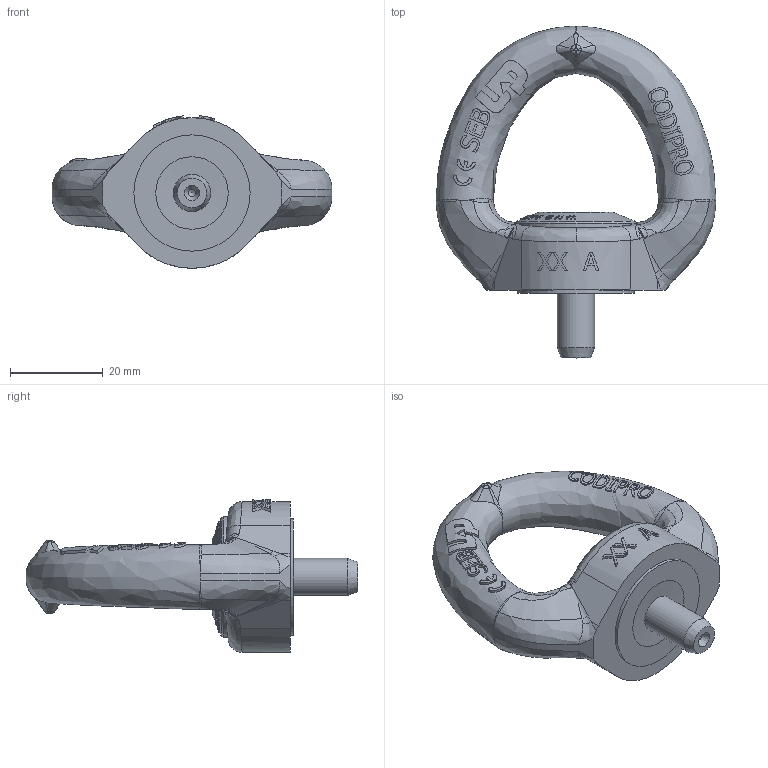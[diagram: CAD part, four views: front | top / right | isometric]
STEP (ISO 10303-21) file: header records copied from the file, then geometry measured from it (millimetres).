
FILE_DESCRIPTION(/* description */ (''),/* implementation_level */ '2;1');
FILE_NAME(/* name */ 'SEB M8 UP.stp',/* time_stamp */ '2017-09-21T15:54:12+02:00',/* author */ ('rklenes'),/* organization */ (''),/* preprocessor_version */ 'ST-DEVELOPER v16.5',/* originating_system */ 'Autodesk Inventor 2017',/* authorisation */ '');
FILE_SCHEMA (('AUTOMOTIVE_DESIGN { 1 0 10303 214 3 1 1 }'));
Length unit declared in the file: millimetre
Products named in the file (4): SEB M8 UP; SEM_1; SEA_M8X26_UP; SEE_M8A
Assembly tree (3 placements, depth 2):
  SEB M8 UP
    SEM_1
    SEA_M8X26_UP
    SEE_M8A
Bounding box: 60.2 x 71.4 x 32.83 mm (x, y, z)
Volume: 28247.5 mm3; surface area: 11729 mm2
Topology: 3 solids, 3 shells, 681 faces, 1833 edges, 1165 vertices
Faces by surface type: bspline 318, plane 281, cone 41, cylinder 39, torus 2
Full cylindrical faces by diameter (mm): 1.6 x1, 8 x3, 8.2 x1, 15.6 x3, 25 x2, 26 x2
Entity records: 30857 total; most frequent: CARTESIAN_POINT 16239, ORIENTED_EDGE 3510, DIRECTION 2157, EDGE_CURVE 1755, VERTEX_POINT 1158, AXIS2_PLACEMENT_3D 795, EDGE_LOOP 765, FACE_OUTER_BOUND 681
